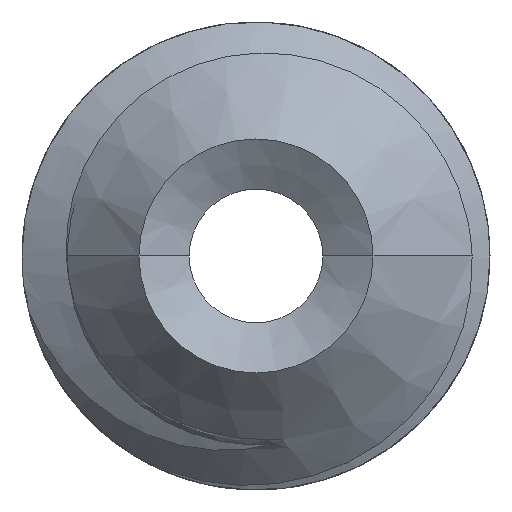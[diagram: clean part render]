
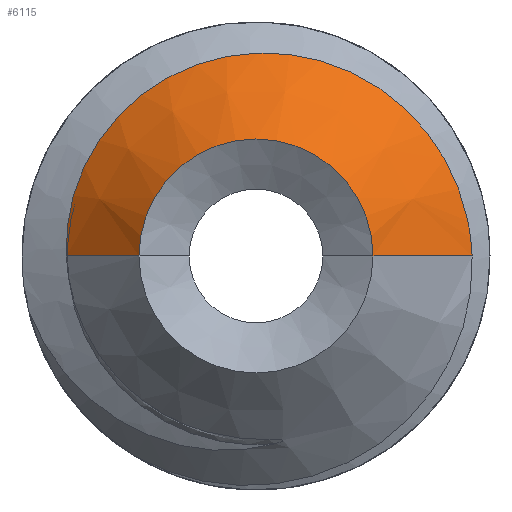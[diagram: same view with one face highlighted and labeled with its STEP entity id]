
A CAD part, left-side view. The second image highlights one B-rep face of the part: STEP entity #6115.
In plain terms, the highlighted conical face has half-angle 45 degrees and reference radius 1.266 mm.
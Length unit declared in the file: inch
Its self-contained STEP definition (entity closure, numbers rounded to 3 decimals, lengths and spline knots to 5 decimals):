
#2290=CARTESIAN_POINT('',(0.02173,0.05673,0.));
#2291=CARTESIAN_POINT('',(0.02187,0.05687,
0.00333));
#2292=CARTESIAN_POINT('',(0.02217,0.05659,
0.01008));
#2293=CARTESIAN_POINT('',(0.02262,0.05431,
0.02018));
#2294=CARTESIAN_POINT('',(0.02307,0.05025,
0.0297));
#2295=CARTESIAN_POINT('',(0.02351,0.0447,
0.03822));
#2296=CARTESIAN_POINT('',(0.02396,0.03753,
0.04588));
#2297=CARTESIAN_POINT('',(0.02441,0.02902,
0.05219));
#2298=CARTESIAN_POINT('',(0.02485,0.01962,
0.05686));
#2299=CARTESIAN_POINT('',(0.02529,0.00961,
0.05983));
#2300=CARTESIAN_POINT('',(0.02573,-0.00091,
0.06103));
#2301=CARTESIAN_POINT('',(0.02616,-0.01145,
0.06039));
#2302=CARTESIAN_POINT('',(0.0266,-0.02176,
0.05795));
#2303=CARTESIAN_POINT('',(0.02704,-0.03172,
0.05368));
#2304=CARTESIAN_POINT('',(0.02748,-0.04092,
0.04764));
#2305=CARTESIAN_POINT('',(0.02792,-0.0489,
0.04008));
#2306=CARTESIAN_POINT('',(0.02835,-0.05535,
0.03144));
#2307=CARTESIAN_POINT('',(0.02878,-0.06033,
0.02167));
#2308=CARTESIAN_POINT('',(0.02922,-0.06359,
0.011));
#2309=CARTESIAN_POINT('',(0.02951,-0.06451,
0.00368));
#2310=CARTESIAN_POINT('',(0.02965,-0.06465,0.));
#2867=DIRECTION('',(0.707,0.707,0.));
#2868=VECTOR('',#2867,0.03073);
#2869=CARTESIAN_POINT('',(0.,0.035,0.));
#2870=LINE('',#2869,#2868);
#2871=DIRECTION('',(0.707,-0.707,0.));
#2872=VECTOR('',#2871,0.04193);
#2873=CARTESIAN_POINT('',(0.,-0.035,0.));
#2874=LINE('',#2873,#2872);
#2875=CARTESIAN_POINT('',(0.,0.,0.));
#2876=DIRECTION('',(1.,0.,0.));
#2877=DIRECTION('',(0.,1.,0.));
#2878=AXIS2_PLACEMENT_3D('',#2875,#2876,#2877);
#3076=CARTESIAN_POINT('',(0.,0.035,0.));
#3077=CARTESIAN_POINT('',(0.02173,0.05673,0.));
#3078=VERTEX_POINT('',#3076);
#3079=VERTEX_POINT('',#3077);
#3080=CARTESIAN_POINT('',(0.,-0.035,0.));
#3081=CARTESIAN_POINT('',(0.02965,-0.06465,0.));
#3082=VERTEX_POINT('',#3080);
#3083=VERTEX_POINT('',#3081);
#6103=CARTESIAN_POINT('',(0.01483,0.,0.));
#6104=DIRECTION('',(1.,0.,0.));
#6105=DIRECTION('',(0.,-1.,0.));
#6106=AXIS2_PLACEMENT_3D('',#6103,#6104,#6105);
#6107=CONICAL_SURFACE('',#6106,0.04983,45.);
#6108=ORIENTED_EDGE('',*,*,#5075,.T.);
#6109=ORIENTED_EDGE('',*,*,#5050,.T.);
#6110=ORIENTED_EDGE('',*,*,#5079,.F.);
#6112=ORIENTED_EDGE('',*,*,#6111,.F.);
#6113=EDGE_LOOP('',(#6108,#6109,#6110,#6112));
#6114=FACE_OUTER_BOUND('',#6113,.F.);
#2311=B_SPLINE_CURVE_WITH_KNOTS('',3,(#2290,#2291,#2292,#2293,#2294,#2295,#2296,
#2297,#2298,#2299,#2300,#2301,#2302,#2303,#2304,#2305,#2306,#2307,#2308,#2309,
#2310),.UNSPECIFIED.,.F.,.F.,(4,1,1,1,1,1,1,1,1,1,1,1,1,1,1,1,1,1,4),(0.,
0.05556,0.11111,0.16667,0.22222,
0.27778,0.33333,0.38889,0.44444,0.5,
0.55556,0.61111,0.66667,0.72222,
0.77778,0.83333,0.88889,0.94444,1.),
.UNSPECIFIED.);
#2879=CIRCLE('',#2878,0.035);
#5050=EDGE_CURVE('',#3079,#3083,#2311,.T.);
#5075=EDGE_CURVE('',#3078,#3079,#2870,.T.);
#5079=EDGE_CURVE('',#3082,#3083,#2874,.T.);
#6111=EDGE_CURVE('',#3078,#3082,#2879,.T.);
#6115=ADVANCED_FACE('',(#6114),#6107,.T.);
